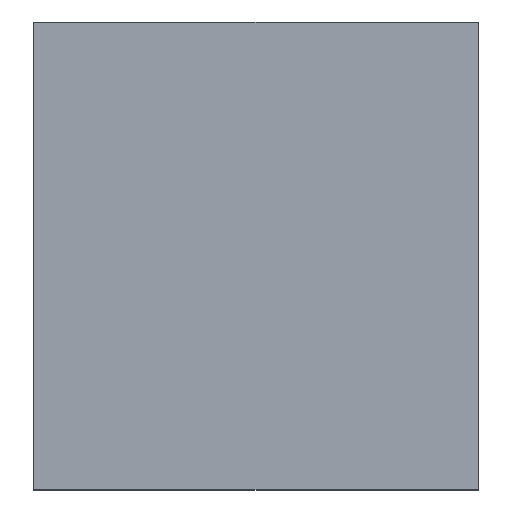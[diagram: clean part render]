
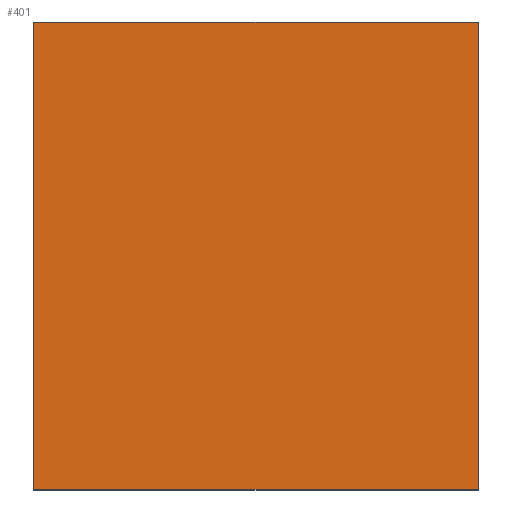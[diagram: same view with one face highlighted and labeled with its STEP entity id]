
A CAD part, top view. The second image highlights one B-rep face of the part: STEP entity #401.
In plain terms, the highlighted planar face has unit normal (0, 0, 1).
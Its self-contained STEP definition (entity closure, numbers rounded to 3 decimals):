
#87 = VERTEX_POINT('',#88);
#88 = CARTESIAN_POINT('',(-4.8,12.72,13.2));
#95 = PLANE('',#96);
#96 = AXIS2_PLACEMENT_3D('',#97,#98,#99);
#97 = CARTESIAN_POINT('',(-4.8,12.72,0.));
#98 = DIRECTION('',(0.,1.,0.));
#99 = DIRECTION('',(1.,0.,0.));
#107 = PLANE('',#108);
#108 = AXIS2_PLACEMENT_3D('',#109,#110,#111);
#109 = CARTESIAN_POINT('',(-4.8,-48.28,0.));
#110 = DIRECTION('',(-1.,0.,0.));
#111 = DIRECTION('',(0.,1.,0.));
#119 = EDGE_CURVE('',#87,#120,#122,.T.);
#120 = VERTEX_POINT('',#121);
#121 = CARTESIAN_POINT('',(53.1,12.72,13.2));
#122 = SURFACE_CURVE('',#123,(#127,#134),.PCURVE_S1.);
#123 = LINE('',#124,#125);
#124 = CARTESIAN_POINT('',(-4.8,12.72,13.2));
#125 = VECTOR('',#126,1.);
#126 = DIRECTION('',(1.,0.,0.));
#127 = PCURVE('',#95,#128);
#128 = DEFINITIONAL_REPRESENTATION('',(#129),#133);
#129 = LINE('',#130,#131);
#130 = CARTESIAN_POINT('',(0.,-13.2));
#131 = VECTOR('',#132,1.);
#132 = DIRECTION('',(1.,0.));
#133 = ( GEOMETRIC_REPRESENTATION_CONTEXT(2) 
PARAMETRIC_REPRESENTATION_CONTEXT() REPRESENTATION_CONTEXT('2D SPACE',''
  ) );
#134 = PCURVE('',#135,#140);
#135 = PLANE('',#136);
#136 = AXIS2_PLACEMENT_3D('',#137,#138,#139);
#137 = CARTESIAN_POINT('',(24.15,-17.78,13.2));
#138 = DIRECTION('',(-0.,-0.,-1.));
#139 = DIRECTION('',(-1.,0.,0.));
#140 = DEFINITIONAL_REPRESENTATION('',(#141),#145);
#141 = LINE('',#142,#143);
#142 = CARTESIAN_POINT('',(28.95,30.5));
#143 = VECTOR('',#144,1.);
#144 = DIRECTION('',(-1.,0.));
#145 = ( GEOMETRIC_REPRESENTATION_CONTEXT(2) 
PARAMETRIC_REPRESENTATION_CONTEXT() REPRESENTATION_CONTEXT('2D SPACE',''
  ) );
#163 = PLANE('',#164);
#164 = AXIS2_PLACEMENT_3D('',#165,#166,#167);
#165 = CARTESIAN_POINT('',(53.1,12.72,0.));
#166 = DIRECTION('',(1.,0.,-0.));
#167 = DIRECTION('',(0.,-1.,0.));
#205 = EDGE_CURVE('',#120,#206,#208,.T.);
#206 = VERTEX_POINT('',#207);
#207 = CARTESIAN_POINT('',(53.1,-48.28,13.2));
#208 = SURFACE_CURVE('',#209,(#213,#220),.PCURVE_S1.);
#209 = LINE('',#210,#211);
#210 = CARTESIAN_POINT('',(53.1,12.72,13.2));
#211 = VECTOR('',#212,1.);
#212 = DIRECTION('',(0.,-1.,0.));
#213 = PCURVE('',#163,#214);
#214 = DEFINITIONAL_REPRESENTATION('',(#215),#219);
#215 = LINE('',#216,#217);
#216 = CARTESIAN_POINT('',(0.,-13.2));
#217 = VECTOR('',#218,1.);
#218 = DIRECTION('',(1.,0.));
#219 = ( GEOMETRIC_REPRESENTATION_CONTEXT(2) 
PARAMETRIC_REPRESENTATION_CONTEXT() REPRESENTATION_CONTEXT('2D SPACE',''
  ) );
#220 = PCURVE('',#135,#221);
#221 = DEFINITIONAL_REPRESENTATION('',(#222),#226);
#222 = LINE('',#223,#224);
#223 = CARTESIAN_POINT('',(-28.95,30.5));
#224 = VECTOR('',#225,1.);
#225 = DIRECTION('',(0.,-1.));
#226 = ( GEOMETRIC_REPRESENTATION_CONTEXT(2) 
PARAMETRIC_REPRESENTATION_CONTEXT() REPRESENTATION_CONTEXT('2D SPACE',''
  ) );
#244 = PLANE('',#245);
#245 = AXIS2_PLACEMENT_3D('',#246,#247,#248);
#246 = CARTESIAN_POINT('',(53.1,-48.28,0.));
#247 = DIRECTION('',(0.,-1.,0.));
#248 = DIRECTION('',(-1.,0.,0.));
#281 = EDGE_CURVE('',#206,#282,#284,.T.);
#282 = VERTEX_POINT('',#283);
#283 = CARTESIAN_POINT('',(-4.8,-48.28,13.2));
#284 = SURFACE_CURVE('',#285,(#289,#296),.PCURVE_S1.);
#285 = LINE('',#286,#287);
#286 = CARTESIAN_POINT('',(53.1,-48.28,13.2));
#287 = VECTOR('',#288,1.);
#288 = DIRECTION('',(-1.,0.,0.));
#289 = PCURVE('',#244,#290);
#290 = DEFINITIONAL_REPRESENTATION('',(#291),#295);
#291 = LINE('',#292,#293);
#292 = CARTESIAN_POINT('',(0.,-13.2));
#293 = VECTOR('',#294,1.);
#294 = DIRECTION('',(1.,0.));
#295 = ( GEOMETRIC_REPRESENTATION_CONTEXT(2) 
PARAMETRIC_REPRESENTATION_CONTEXT() REPRESENTATION_CONTEXT('2D SPACE',''
  ) );
#296 = PCURVE('',#135,#297);
#297 = DEFINITIONAL_REPRESENTATION('',(#298),#302);
#298 = LINE('',#299,#300);
#299 = CARTESIAN_POINT('',(-28.95,-30.5));
#300 = VECTOR('',#301,1.);
#301 = DIRECTION('',(1.,0.));
#302 = ( GEOMETRIC_REPRESENTATION_CONTEXT(2) 
PARAMETRIC_REPRESENTATION_CONTEXT() REPRESENTATION_CONTEXT('2D SPACE',''
  ) );
#352 = EDGE_CURVE('',#282,#87,#353,.T.);
#353 = SURFACE_CURVE('',#354,(#358,#365),.PCURVE_S1.);
#354 = LINE('',#355,#356);
#355 = CARTESIAN_POINT('',(-4.8,-48.28,13.2));
#356 = VECTOR('',#357,1.);
#357 = DIRECTION('',(0.,1.,0.));
#358 = PCURVE('',#107,#359);
#359 = DEFINITIONAL_REPRESENTATION('',(#360),#364);
#360 = LINE('',#361,#362);
#361 = CARTESIAN_POINT('',(0.,-13.2));
#362 = VECTOR('',#363,1.);
#363 = DIRECTION('',(1.,0.));
#364 = ( GEOMETRIC_REPRESENTATION_CONTEXT(2) 
PARAMETRIC_REPRESENTATION_CONTEXT() REPRESENTATION_CONTEXT('2D SPACE',''
  ) );
#365 = PCURVE('',#135,#366);
#366 = DEFINITIONAL_REPRESENTATION('',(#367),#371);
#367 = LINE('',#368,#369);
#368 = CARTESIAN_POINT('',(28.95,-30.5));
#369 = VECTOR('',#370,1.);
#370 = DIRECTION('',(0.,1.));
#371 = ( GEOMETRIC_REPRESENTATION_CONTEXT(2) 
PARAMETRIC_REPRESENTATION_CONTEXT() REPRESENTATION_CONTEXT('2D SPACE',''
  ) );
#401 = ADVANCED_FACE('',(#402),#135,.F.);
#402 = FACE_BOUND('',#403,.F.);
#403 = EDGE_LOOP('',(#404,#405,#406,#407));
#404 = ORIENTED_EDGE('',*,*,#119,.T.);
#405 = ORIENTED_EDGE('',*,*,#205,.T.);
#406 = ORIENTED_EDGE('',*,*,#281,.T.);
#407 = ORIENTED_EDGE('',*,*,#352,.T.);
